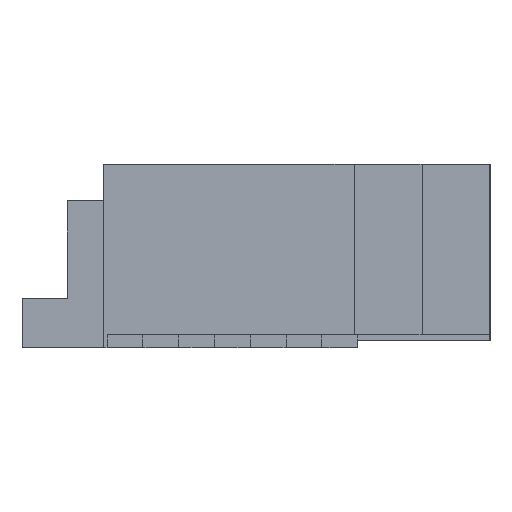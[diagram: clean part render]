
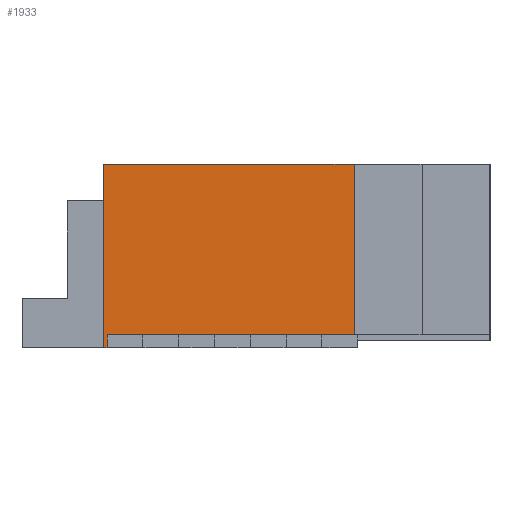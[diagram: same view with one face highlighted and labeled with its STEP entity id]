
A CAD part, left-side view. The second image highlights one B-rep face of the part: STEP entity #1933.
In plain terms, the highlighted planar face has unit normal (-1, 0, 0).
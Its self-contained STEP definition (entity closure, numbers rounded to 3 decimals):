
#40 = VERTEX_POINT('',#41);
#41 = CARTESIAN_POINT('',(-12.935,0.8,2.56));
#47 = EDGE_CURVE('',#48,#40,#50,.T.);
#48 = VERTEX_POINT('',#49);
#49 = CARTESIAN_POINT('',(-12.935,0.8,0.));
#50 = LINE('',#51,#52);
#51 = CARTESIAN_POINT('',(-12.935,0.8,0.));
#52 = VECTOR('',#53,1.);
#53 = DIRECTION('',(0.,0.,1.));
#736 = VERTEX_POINT('',#737);
#737 = CARTESIAN_POINT('',(-12.935,0.75,0.));
#743 = EDGE_CURVE('',#48,#736,#744,.T.);
#744 = LINE('',#745,#746);
#745 = CARTESIAN_POINT('',(-12.935,0.8,0.));
#746 = VECTOR('',#747,1.);
#747 = DIRECTION('',(0.,-1.,0.));
#1933 = ADVANCED_FACE('',(#1934),#1968,.F.);
#1934 = FACE_BOUND('',#1935,.F.);
#1935 = EDGE_LOOP('',(#1936,#1937,#1938,#1946,#1954,#1962));
#1936 = ORIENTED_EDGE('',*,*,#743,.F.);
#1937 = ORIENTED_EDGE('',*,*,#47,.T.);
#1938 = ORIENTED_EDGE('',*,*,#1939,.T.);
#1939 = EDGE_CURVE('',#40,#1940,#1942,.T.);
#1940 = VERTEX_POINT('',#1941);
#1941 = CARTESIAN_POINT('',(-12.935,-2.7,2.56));
#1942 = LINE('',#1943,#1944);
#1943 = CARTESIAN_POINT('',(-12.935,0.8,2.56));
#1944 = VECTOR('',#1945,1.);
#1945 = DIRECTION('',(0.,-1.,0.));
#1946 = ORIENTED_EDGE('',*,*,#1947,.F.);
#1947 = EDGE_CURVE('',#1948,#1940,#1950,.T.);
#1948 = VERTEX_POINT('',#1949);
#1949 = CARTESIAN_POINT('',(-12.935,-2.7,0.18));
#1950 = LINE('',#1951,#1952);
#1951 = CARTESIAN_POINT('',(-12.935,-2.7,0.));
#1952 = VECTOR('',#1953,1.);
#1953 = DIRECTION('',(0.,0.,1.));
#1954 = ORIENTED_EDGE('',*,*,#1955,.F.);
#1955 = EDGE_CURVE('',#1956,#1948,#1958,.T.);
#1956 = VERTEX_POINT('',#1957);
#1957 = CARTESIAN_POINT('',(-12.935,0.75,0.18));
#1958 = LINE('',#1959,#1960);
#1959 = CARTESIAN_POINT('',(-12.935,-0.1,0.18));
#1960 = VECTOR('',#1961,1.);
#1961 = DIRECTION('',(0.,-1.,0.));
#1962 = ORIENTED_EDGE('',*,*,#1963,.T.);
#1963 = EDGE_CURVE('',#1956,#736,#1964,.T.);
#1964 = LINE('',#1965,#1966);
#1965 = CARTESIAN_POINT('',(-12.935,0.75,0.));
#1966 = VECTOR('',#1967,1.);
#1967 = DIRECTION('',(-0.,0.,-1.));
#1968 = PLANE('',#1969);
#1969 = AXIS2_PLACEMENT_3D('',#1970,#1971,#1972);
#1970 = CARTESIAN_POINT('',(-12.935,0.8,0.));
#1971 = DIRECTION('',(1.,0.,0.));
#1972 = DIRECTION('',(0.,-1.,0.));
